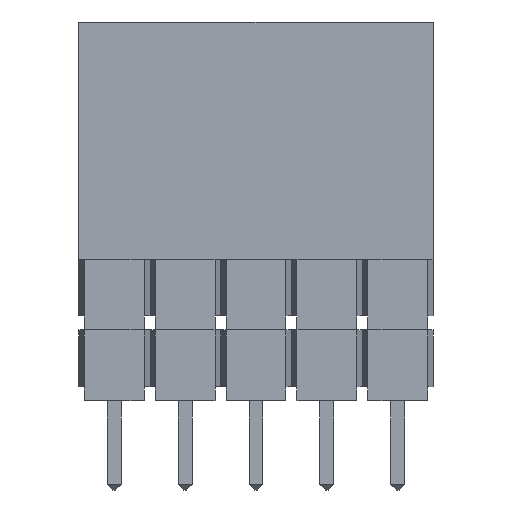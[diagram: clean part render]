
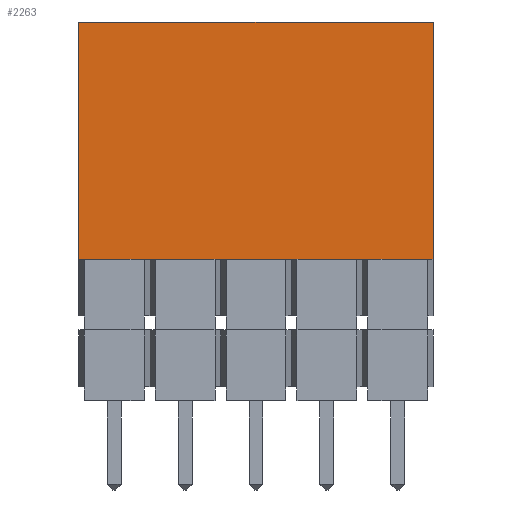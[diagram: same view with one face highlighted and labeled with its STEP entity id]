
A CAD part, front view. The second image highlights one B-rep face of the part: STEP entity #2263.
In plain terms, the highlighted planar face has unit normal (0, -1, 0).
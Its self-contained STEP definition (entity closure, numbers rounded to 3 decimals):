
#1152 = VERTEX_POINT('',#1153);
#1153 = CARTESIAN_POINT('',(-1.07,-1.27,5.08));
#1159 = EDGE_CURVE('',#1152,#1160,#1162,.T.);
#1160 = VERTEX_POINT('',#1161);
#1161 = CARTESIAN_POINT('',(1.07,-1.27,5.08));
#1162 = LINE('',#1163,#1164);
#1163 = CARTESIAN_POINT('',(-1.27,-1.27,5.08));
#1164 = VECTOR('',#1165,1.);
#1165 = DIRECTION('',(1.,0.,0.));
#2263 = ADVANCED_FACE('',(#2264),#2369,.F.);
#2264 = FACE_BOUND('',#2265,.F.);
#2265 = EDGE_LOOP('',(#2266,#2274,#2282,#2290,#2298,#2306,#2314,#2322,
    #2330,#2338,#2346,#2354,#2362,#2368));
#2266 = ORIENTED_EDGE('',*,*,#2267,.F.);
#2267 = EDGE_CURVE('',#2268,#1152,#2270,.T.);
#2268 = VERTEX_POINT('',#2269);
#2269 = CARTESIAN_POINT('',(-1.27,-1.27,5.08));
#2270 = LINE('',#2271,#2272);
#2271 = CARTESIAN_POINT('',(-1.27,-1.27,5.08));
#2272 = VECTOR('',#2273,1.);
#2273 = DIRECTION('',(1.,0.,0.));
#2274 = ORIENTED_EDGE('',*,*,#2275,.T.);
#2275 = EDGE_CURVE('',#2268,#2276,#2278,.T.);
#2276 = VERTEX_POINT('',#2277);
#2277 = CARTESIAN_POINT('',(-1.27,-1.27,13.58));
#2278 = LINE('',#2279,#2280);
#2279 = CARTESIAN_POINT('',(-1.27,-1.27,5.08));
#2280 = VECTOR('',#2281,1.);
#2281 = DIRECTION('',(0.,0.,1.));
#2282 = ORIENTED_EDGE('',*,*,#2283,.T.);
#2283 = EDGE_CURVE('',#2276,#2284,#2286,.T.);
#2284 = VERTEX_POINT('',#2285);
#2285 = CARTESIAN_POINT('',(11.43,-1.27,13.58));
#2286 = LINE('',#2287,#2288);
#2287 = CARTESIAN_POINT('',(-1.27,-1.27,13.58));
#2288 = VECTOR('',#2289,1.);
#2289 = DIRECTION('',(1.,0.,0.));
#2290 = ORIENTED_EDGE('',*,*,#2291,.F.);
#2291 = EDGE_CURVE('',#2292,#2284,#2294,.T.);
#2292 = VERTEX_POINT('',#2293);
#2293 = CARTESIAN_POINT('',(11.43,-1.27,5.08));
#2294 = LINE('',#2295,#2296);
#2295 = CARTESIAN_POINT('',(11.43,-1.27,5.08));
#2296 = VECTOR('',#2297,1.);
#2297 = DIRECTION('',(0.,0.,1.));
#2298 = ORIENTED_EDGE('',*,*,#2299,.F.);
#2299 = EDGE_CURVE('',#2300,#2292,#2302,.T.);
#2300 = VERTEX_POINT('',#2301);
#2301 = CARTESIAN_POINT('',(11.23,-1.27,5.08));
#2302 = LINE('',#2303,#2304);
#2303 = CARTESIAN_POINT('',(-1.27,-1.27,5.08));
#2304 = VECTOR('',#2305,1.);
#2305 = DIRECTION('',(1.,0.,0.));
#2306 = ORIENTED_EDGE('',*,*,#2307,.F.);
#2307 = EDGE_CURVE('',#2308,#2300,#2310,.T.);
#2308 = VERTEX_POINT('',#2309);
#2309 = CARTESIAN_POINT('',(9.09,-1.27,5.08));
#2310 = LINE('',#2311,#2312);
#2311 = CARTESIAN_POINT('',(8.89,-1.27,5.08));
#2312 = VECTOR('',#2313,1.);
#2313 = DIRECTION('',(1.,0.,0.));
#2314 = ORIENTED_EDGE('',*,*,#2315,.F.);
#2315 = EDGE_CURVE('',#2316,#2308,#2318,.T.);
#2316 = VERTEX_POINT('',#2317);
#2317 = CARTESIAN_POINT('',(8.69,-1.27,5.08));
#2318 = LINE('',#2319,#2320);
#2319 = CARTESIAN_POINT('',(-1.27,-1.27,5.08));
#2320 = VECTOR('',#2321,1.);
#2321 = DIRECTION('',(1.,0.,0.));
#2322 = ORIENTED_EDGE('',*,*,#2323,.F.);
#2323 = EDGE_CURVE('',#2324,#2316,#2326,.T.);
#2324 = VERTEX_POINT('',#2325);
#2325 = CARTESIAN_POINT('',(6.55,-1.27,5.08));
#2326 = LINE('',#2327,#2328);
#2327 = CARTESIAN_POINT('',(6.35,-1.27,5.08));
#2328 = VECTOR('',#2329,1.);
#2329 = DIRECTION('',(1.,0.,0.));
#2330 = ORIENTED_EDGE('',*,*,#2331,.F.);
#2331 = EDGE_CURVE('',#2332,#2324,#2334,.T.);
#2332 = VERTEX_POINT('',#2333);
#2333 = CARTESIAN_POINT('',(6.15,-1.27,5.08));
#2334 = LINE('',#2335,#2336);
#2335 = CARTESIAN_POINT('',(-1.27,-1.27,5.08));
#2336 = VECTOR('',#2337,1.);
#2337 = DIRECTION('',(1.,0.,0.));
#2338 = ORIENTED_EDGE('',*,*,#2339,.F.);
#2339 = EDGE_CURVE('',#2340,#2332,#2342,.T.);
#2340 = VERTEX_POINT('',#2341);
#2341 = CARTESIAN_POINT('',(4.01,-1.27,5.08));
#2342 = LINE('',#2343,#2344);
#2343 = CARTESIAN_POINT('',(3.81,-1.27,5.08));
#2344 = VECTOR('',#2345,1.);
#2345 = DIRECTION('',(1.,0.,0.));
#2346 = ORIENTED_EDGE('',*,*,#2347,.F.);
#2347 = EDGE_CURVE('',#2348,#2340,#2350,.T.);
#2348 = VERTEX_POINT('',#2349);
#2349 = CARTESIAN_POINT('',(3.61,-1.27,5.08));
#2350 = LINE('',#2351,#2352);
#2351 = CARTESIAN_POINT('',(-1.27,-1.27,5.08));
#2352 = VECTOR('',#2353,1.);
#2353 = DIRECTION('',(1.,0.,0.));
#2354 = ORIENTED_EDGE('',*,*,#2355,.F.);
#2355 = EDGE_CURVE('',#2356,#2348,#2358,.T.);
#2356 = VERTEX_POINT('',#2357);
#2357 = CARTESIAN_POINT('',(1.47,-1.27,5.08));
#2358 = LINE('',#2359,#2360);
#2359 = CARTESIAN_POINT('',(1.27,-1.27,5.08));
#2360 = VECTOR('',#2361,1.);
#2361 = DIRECTION('',(1.,0.,0.));
#2362 = ORIENTED_EDGE('',*,*,#2363,.F.);
#2363 = EDGE_CURVE('',#1160,#2356,#2364,.T.);
#2364 = LINE('',#2365,#2366);
#2365 = CARTESIAN_POINT('',(-1.27,-1.27,5.08));
#2366 = VECTOR('',#2367,1.);
#2367 = DIRECTION('',(1.,0.,0.));
#2368 = ORIENTED_EDGE('',*,*,#1159,.F.);
#2369 = PLANE('',#2370);
#2370 = AXIS2_PLACEMENT_3D('',#2371,#2372,#2373);
#2371 = CARTESIAN_POINT('',(-1.27,-1.27,5.08));
#2372 = DIRECTION('',(0.,1.,0.));
#2373 = DIRECTION('',(0.,0.,1.));
